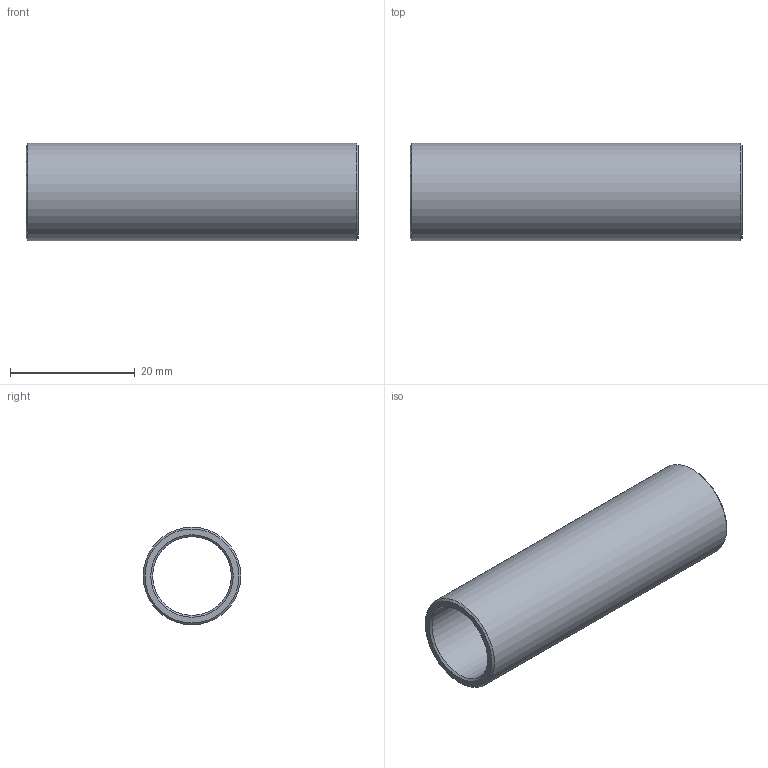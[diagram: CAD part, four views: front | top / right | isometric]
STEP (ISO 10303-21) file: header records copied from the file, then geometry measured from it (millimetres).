
FILE_DESCRIPTION(('FreeCAD Model'),'2;1');
FILE_NAME('Open CASCADE Shape Model','2024-03-26T23:22:52',(''),(''), 'Open CASCADE STEP processor 7.6','FreeCAD','Unknown');
FILE_SCHEMA(('AUTOMOTIVE_DESIGN { 1 0 10303 214 1 1 1 1 }'));
Length unit declared in the file: millimetre
Products named in the file (1): Spacer BUD FRE PLN BU01.25x04.25 - SPN-SPR-0190 (stemfie.org)
Bounding box: 53.12 x 15.62 x 15.62 mm (x, y, z)
Volume: 3554.5 mm3; surface area: 4814.1 mm2
Topology: 1 solids, 1 shells, 446 faces, 1229 edges, 818 vertices
Faces by surface type: plane 302, extrusion 138, cone 4, cylinder 2
Full cylindrical faces by diameter (mm): 12.6 x1, 15.625 x1
Entity records: 14191 total; most frequent: CARTESIAN_POINT 3322, ORIENTED_EDGE 2458, DIRECTION 1717, EDGE_CURVE 1229, VECTOR 1083, LINE 945, VERTEX_POINT 818, FACE_BOUND 481
